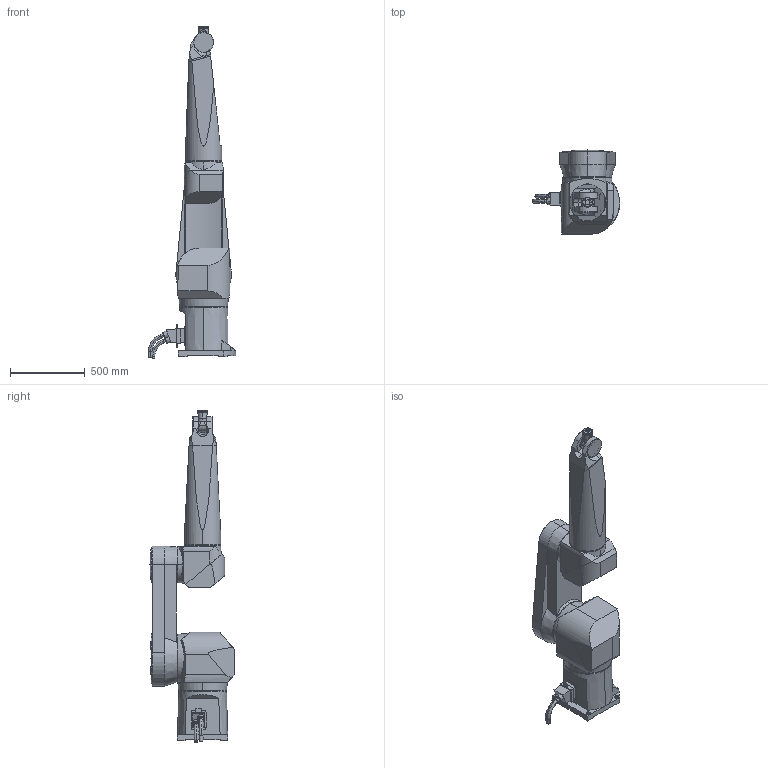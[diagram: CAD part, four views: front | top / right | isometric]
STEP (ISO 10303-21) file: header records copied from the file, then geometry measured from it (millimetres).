
FILE_DESCRIPTION(('CATIA V5 STEP'),'2;1');
FILE_NAME('RX130BL-HB.stp','2009-09-10T13:07:35+00:00',('none'),('STAUBLI'),'CATIA Version 5 Release 18 SP 6 (IN-10)','CATIA V5 STEP AP214','none');
FILE_SCHEMA(('AUTOMOTIVE_DESIGN { 1 0 10303 214 1 1 1 1 }'));
Length unit declared in the file: millimetre
Products named in the file (8): RX130BL-HB; RX130BL BASE HORIZONTAL CABLE OUTLET WITH EXTERNAL HARD STOP; RX130BL SHOULDER WITH EXTERNAL HARD STOP; RX130BL ARM WITH ARM POWER LIGHT; RX130BL ELBOW; RX130BL FOREARM; RX130BL WRIST; RX130BL TOOL FLANGE
Assembly tree (7 placements, depth 2):
  RX130BL-HB
    RX130BL BASE HORIZONTAL CABLE OUTLET WITH EXTERNAL HARD STOP
    RX130BL SHOULDER WITH EXTERNAL HARD STOP
    RX130BL ARM WITH ARM POWER LIGHT
    RX130BL ELBOW
    RX130BL FOREARM
    RX130BL WRIST
    RX130BL TOOL FLANGE
Bounding box: 584.37 x 561.7 x 2220 mm (x, y, z)
Volume: 161750779.6 mm3; surface area: 3419826.6 mm2
Topology: 7 solids, 7 shells, 382 faces, 942 edges, 619 vertices
Faces by surface type: plane 171, cylinder 142, cone 34, torus 16, sphere 16, bspline 3
Entity records: 12327 total; most frequent: CARTESIAN_POINT 3674, ORIENTED_EDGE 1844, DIRECTION 1417, EDGE_CURVE 922, AXIS2_PLACEMENT_3D 641, VERTEX_POINT 595, EDGE_LOOP 441, VECTOR 434
